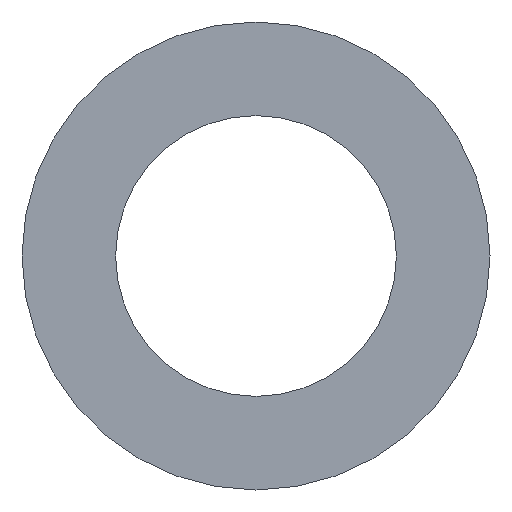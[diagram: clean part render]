
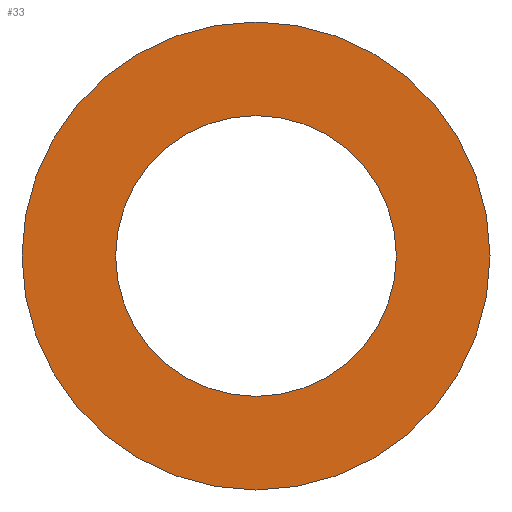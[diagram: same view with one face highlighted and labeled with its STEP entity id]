
A CAD part, left-side view. The second image highlights one B-rep face of the part: STEP entity #33.
In plain terms, the highlighted planar face has unit normal (-1, 0, 0).
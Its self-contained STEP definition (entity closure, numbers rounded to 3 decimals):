
#27 = EDGE_CURVE ( 'NONE', #259, #115, #127, .T. ) ;
#33 = ADVANCED_FACE ( 'NONE', ( #215, #344 ), #219, .F. ) ;
#34 = CARTESIAN_POINT ( 'NONE',  ( 0., 0., -15. ) ) ;
#36 = ORIENTED_EDGE ( 'NONE', *, *, #67, .T. ) ;
#41 = DIRECTION ( 'NONE',  ( 0., 0., -1. ) ) ;
#53 = DIRECTION ( 'NONE',  ( 1., 0., 0. ) ) ;
#64 = AXIS2_PLACEMENT_3D ( 'NONE', #118, #239, #41 ) ;
#67 = EDGE_CURVE ( 'NONE', #136, #401, #391, .T. ) ;
#82 = EDGE_LOOP ( 'NONE', ( #141, #36 ) ) ;
#89 = CARTESIAN_POINT ( 'NONE',  ( 0., 0., 15. ) ) ;
#101 = DIRECTION ( 'NONE',  ( 0., 0., -1. ) ) ;
#113 = AXIS2_PLACEMENT_3D ( 'NONE', #263, #160, #137 ) ;
#115 = VERTEX_POINT ( 'NONE', #34 ) ;
#118 = CARTESIAN_POINT ( 'NONE',  ( 0., 0., 0. ) ) ;
#127 = CIRCLE ( 'NONE', #64, 15. ) ;
#136 = VERTEX_POINT ( 'NONE', #260 ) ;
#137 = DIRECTION ( 'NONE',  ( 0., 0., -1. ) ) ;
#141 = ORIENTED_EDGE ( 'NONE', *, *, #358, .T. ) ;
#147 = CIRCLE ( 'NONE', #113, 9. ) ;
#150 = EDGE_LOOP ( 'NONE', ( #213, #275 ) ) ;
#160 = DIRECTION ( 'NONE',  ( 1., 0., 0. ) ) ;
#162 = EDGE_CURVE ( 'NONE', #115, #259, #209, .T. ) ;
#186 = DIRECTION ( 'NONE',  ( 0., 0., -1. ) ) ;
#208 = CARTESIAN_POINT ( 'NONE',  ( 0., 0., 0. ) ) ;
#209 = CIRCLE ( 'NONE', #416, 15. ) ;
#213 = ORIENTED_EDGE ( 'NONE', *, *, #27, .F. ) ;
#215 = FACE_OUTER_BOUND ( 'NONE', #150, .T. ) ;
#219 = PLANE ( 'NONE',  #351 ) ;
#239 = DIRECTION ( 'NONE',  ( 1., 0., 0. ) ) ;
#257 = DIRECTION ( 'NONE',  ( 1., 0., 0. ) ) ;
#259 = VERTEX_POINT ( 'NONE', #89 ) ;
#260 = CARTESIAN_POINT ( 'NONE',  ( 0., 0., -9. ) ) ;
#263 = CARTESIAN_POINT ( 'NONE',  ( 0., 0., 0. ) ) ;
#275 = ORIENTED_EDGE ( 'NONE', *, *, #162, .F. ) ;
#335 = DIRECTION ( 'NONE',  ( 1., 0., 0. ) ) ;
#336 = AXIS2_PLACEMENT_3D ( 'NONE', #357, #257, #396 ) ;
#344 = FACE_BOUND ( 'NONE', #82, .T. ) ;
#349 = CARTESIAN_POINT ( 'NONE',  ( 0., 0., 0. ) ) ;
#351 = AXIS2_PLACEMENT_3D ( 'NONE', #349, #53, #186 ) ;
#357 = CARTESIAN_POINT ( 'NONE',  ( 0., 0., 0. ) ) ;
#358 = EDGE_CURVE ( 'NONE', #401, #136, #147, .T. ) ;
#391 = CIRCLE ( 'NONE', #336, 9. ) ;
#396 = DIRECTION ( 'NONE',  ( 0., 0., -1. ) ) ;
#401 = VERTEX_POINT ( 'NONE', #426 ) ;
#416 = AXIS2_PLACEMENT_3D ( 'NONE', #208, #335, #101 ) ;
#426 = CARTESIAN_POINT ( 'NONE',  ( 0., 0., 9. ) ) ;
